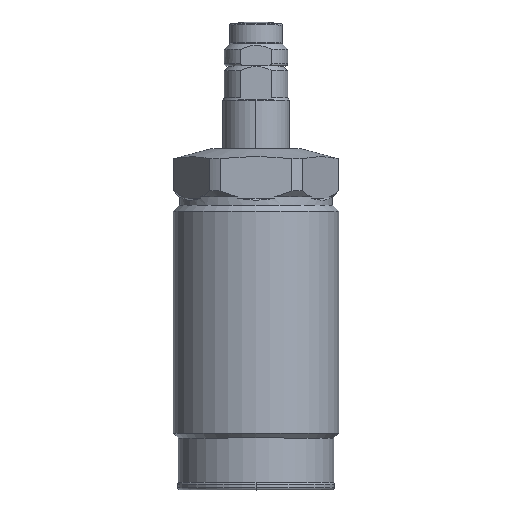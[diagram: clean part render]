
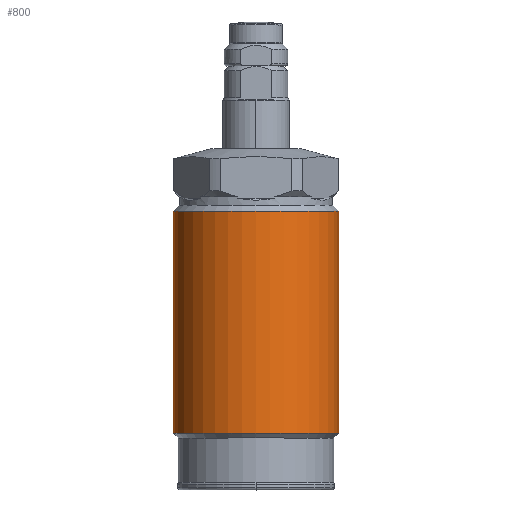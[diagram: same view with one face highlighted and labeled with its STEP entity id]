
A CAD part, top view. The second image highlights one B-rep face of the part: STEP entity #800.
In plain terms, the highlighted cylindrical face has radius 15 mm (diameter 30 mm), a partial arc.
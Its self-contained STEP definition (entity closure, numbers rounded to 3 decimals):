
#436=CYLINDRICAL_SURFACE('',#3280,15.);
#514=LINE('',#4879,#646);
#515=LINE('',#4880,#647);
#646=VECTOR('',#3911,1.);
#647=VECTOR('',#3912,1.);
#800=ADVANCED_FACE('',(#1020),#436,.T.);
#1020=FACE_OUTER_BOUND('',#1197,.T.);
#1197=EDGE_LOOP('',(#1589,#1590,#1591,#1592));
#1589=ORIENTED_EDGE('',*,*,#2600,.T.);
#1590=ORIENTED_EDGE('',*,*,#2601,.T.);
#1591=ORIENTED_EDGE('',*,*,#2598,.F.);
#1592=ORIENTED_EDGE('',*,*,#2602,.F.);
#2287=VERTEX_POINT('',#4871);
#2288=VERTEX_POINT('',#4873);
#2289=VERTEX_POINT('',#4877);
#2290=VERTEX_POINT('',#4878);
#2598=EDGE_CURVE('',#2287,#2288,#2981,.T.);
#2600=EDGE_CURVE('',#2289,#2290,#2982,.T.);
#2601=EDGE_CURVE('',#2290,#2288,#514,.T.);
#2602=EDGE_CURVE('',#2289,#2287,#515,.T.);
#2981=CIRCLE('',#3277,15.);
#2982=CIRCLE('',#3279,15.);
#3277=AXIS2_PLACEMENT_3D('',#4872,#3904,#3905);
#3279=AXIS2_PLACEMENT_3D('',#4876,#3909,#3910);
#3280=AXIS2_PLACEMENT_3D('',#4881,#3913,#3914);
#3904=DIRECTION('',(0.,-1.,0.));
#3905=DIRECTION('',(1.,0.,0.));
#3909=DIRECTION('',(0.,-1.,0.));
#3910=DIRECTION('',(1.,0.,0.));
#3911=DIRECTION('',(0.,-1.,0.));
#3912=DIRECTION('',(0.,-1.,0.));
#3913=DIRECTION('',(0.,-1.,0.));
#3914=DIRECTION('',(-1.,0.,0.));
#4871=CARTESIAN_POINT('',(15.,-51.7,0.));
#4872=CARTESIAN_POINT('',(0.,-51.7,0.));
#4873=CARTESIAN_POINT('',(-15.,-51.7,0.));
#4876=CARTESIAN_POINT('',(0.,-11.4,0.));
#4877=CARTESIAN_POINT('',(15.,-11.4,0.));
#4878=CARTESIAN_POINT('',(-15.,-11.4,0.));
#4879=CARTESIAN_POINT('',(-15.,1.,0.));
#4880=CARTESIAN_POINT('',(15.,1.,0.));
#4881=CARTESIAN_POINT('',(0.,1.,0.));
